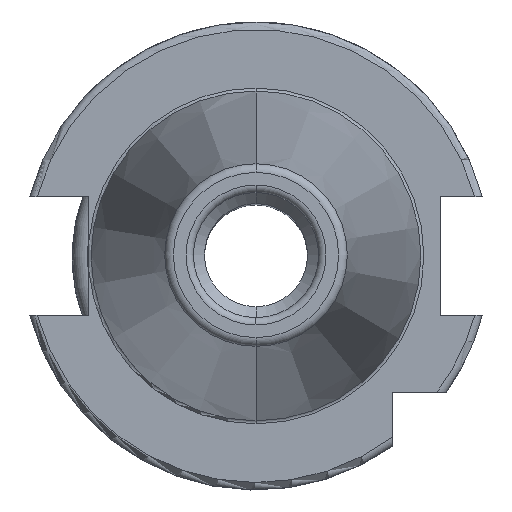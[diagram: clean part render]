
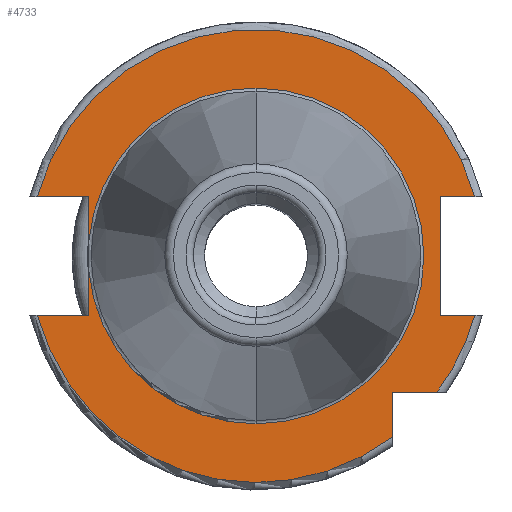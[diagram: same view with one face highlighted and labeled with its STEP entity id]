
A CAD part, top view. The second image highlights one B-rep face of the part: STEP entity #4733.
In plain terms, the highlighted planar face has unit normal (0, 0, 1).
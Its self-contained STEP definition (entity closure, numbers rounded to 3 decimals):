
#105=DIRECTION('',(1,0,0));
#106=VECTOR('',#105,7.004);
#107=CARTESIAN_POINT('',(-29.704,-8.05,15.9));
#108=LINE('',#107,#106);
#109=DIRECTION('',(0,1,0));
#110=VECTOR('',#109,5.917);
#111=CARTESIAN_POINT('',(-22.7,-8.05,15.9));
#112=LINE('',#111,#110);
#113=DIRECTION('',(0,1,0));
#114=VECTOR('',#113,5.917);
#115=CARTESIAN_POINT('',(-22.7,2.133,15.9));
#116=LINE('',#115,#114);
#117=DIRECTION('',(1,0,0));
#118=VECTOR('',#117,7.004);
#119=CARTESIAN_POINT('',(-29.704,8.05,15.9));
#120=LINE('',#119,#118);
#121=DIRECTION('',(-1,0,0));
#122=VECTOR('',#121,4.704);
#123=CARTESIAN_POINT('',(29.704,8.05,15.9));
#124=LINE('',#123,#122);
#125=DIRECTION('',(0,-1,0));
#126=VECTOR('',#125,16.1);
#127=CARTESIAN_POINT('',(25,8.05,15.9));
#128=LINE('',#127,#126);
#129=DIRECTION('',(-1,0,0));
#130=VECTOR('',#129,4.704);
#131=CARTESIAN_POINT('',(29.704,-8.05,15.9));
#132=LINE('',#131,#130);
#133=CARTESIAN_POINT('',(0,0,15.9));
#134=DIRECTION('',(0,0,1));
#135=DIRECTION('',(0.799,-0.601,0));
#136=AXIS2_PLACEMENT_3D('',#133,#134,#135);
#138=DIRECTION('',(-1,0,0));
#139=VECTOR('',#138,6.094);
#140=CARTESIAN_POINT('',(24.594,-18.5,15.9));
#141=LINE('',#140,#139);
#142=DIRECTION('',(0,1,0));
#143=VECTOR('',#142,6.094);
#144=CARTESIAN_POINT('',(18.5,-24.594,15.9));
#145=LINE('',#144,#143);
#733=CARTESIAN_POINT('',(0,0,15.9));
#734=DIRECTION('',(0,0,1));
#735=DIRECTION('',(0.965,0.262,0));
#736=AXIS2_PLACEMENT_3D('',#733,#734,#735);
#784=CARTESIAN_POINT('',(0,0,15.9));
#785=DIRECTION('',(0,0,1));
#786=DIRECTION('',(-0.965,-0.262,0));
#787=AXIS2_PLACEMENT_3D('',#784,#785,#786);
#810=CARTESIAN_POINT('',(0,0,15.9));
#811=DIRECTION('',(0,0,1));
#812=DIRECTION('',(0,1,0));
#813=AXIS2_PLACEMENT_3D('',#810,#811,#812);
#825=CARTESIAN_POINT('',(0,0,15.9));
#826=DIRECTION('',(0,0,1));
#827=DIRECTION('',(-0.996,-0.094,0));
#828=AXIS2_PLACEMENT_3D('',#825,#826,#827);
#830=CARTESIAN_POINT('',(0,0,15.9));
#831=DIRECTION('',(0,0,-1));
#832=DIRECTION('',(0,1,0));
#833=AXIS2_PLACEMENT_3D('',#830,#831,#832);
#3909=CARTESIAN_POINT('',(0,22.8,15.9));
#3911=VERTEX_POINT('',#3909);
#3931=CARTESIAN_POINT('',(0,-22.8,15.9));
#3933=VERTEX_POINT('',#3931);
#4071=CARTESIAN_POINT('',(-29.704,-8.05,15.9));
#4072=CARTESIAN_POINT('',(-22.7,-8.05,15.9));
#4073=VERTEX_POINT('',#4071);
#4074=VERTEX_POINT('',#4072);
#4075=CARTESIAN_POINT('',(-22.7,-2.133,15.9));
#4076=VERTEX_POINT('',#4075);
#4077=CARTESIAN_POINT('',(-22.7,2.133,15.9));
#4078=CARTESIAN_POINT('',(-22.7,8.05,15.9));
#4079=VERTEX_POINT('',#4077);
#4080=VERTEX_POINT('',#4078);
#4081=CARTESIAN_POINT('',(-29.704,8.05,15.9));
#4082=VERTEX_POINT('',#4081);
#4083=CARTESIAN_POINT('',(25,8.05,15.9));
#4084=CARTESIAN_POINT('',(25,-8.05,15.9));
#4085=VERTEX_POINT('',#4083);
#4086=VERTEX_POINT('',#4084);
#4087=CARTESIAN_POINT('',(29.704,-8.05,15.9));
#4088=VERTEX_POINT('',#4087);
#4089=CARTESIAN_POINT('',(29.704,8.05,15.9));
#4090=VERTEX_POINT('',#4089);
#4091=CARTESIAN_POINT('',(18.5,-24.594,15.9));
#4092=CARTESIAN_POINT('',(18.5,-18.5,15.9));
#4093=VERTEX_POINT('',#4091);
#4094=VERTEX_POINT('',#4092);
#4095=CARTESIAN_POINT('',(24.594,-18.5,15.9));
#4096=VERTEX_POINT('',#4095);
#4698=CARTESIAN_POINT('',(0,0,15.9));
#4699=DIRECTION('',(0,0,-1));
#4700=DIRECTION('',(0,-1,0));
#4701=AXIS2_PLACEMENT_3D('',#4698,#4699,#4700);
#4702=PLANE('',#4701);
#4704=ORIENTED_EDGE('',*,*,#4703,.T.);
#4706=ORIENTED_EDGE('',*,*,#4705,.T.);
#4708=ORIENTED_EDGE('',*,*,#4707,.T.);
#4710=ORIENTED_EDGE('',*,*,#4709,.F.);
#4712=ORIENTED_EDGE('',*,*,#4711,.T.);
#4714=ORIENTED_EDGE('',*,*,#4713,.T.);
#4716=ORIENTED_EDGE('',*,*,#4715,.F.);
#4718=ORIENTED_EDGE('',*,*,#4717,.F.);
#4720=ORIENTED_EDGE('',*,*,#4719,.T.);
#4721=ORIENTED_EDGE('',*,*,#4685,.T.);
#4722=ORIENTED_EDGE('',*,*,#4625,.F.);
#4724=ORIENTED_EDGE('',*,*,#4723,.F.);
#4726=ORIENTED_EDGE('',*,*,#4725,.T.);
#4728=ORIENTED_EDGE('',*,*,#4727,.F.);
#4730=ORIENTED_EDGE('',*,*,#4729,.F.);
#4731=EDGE_LOOP('',(#4704,#4706,#4708,#4710,#4712,#4714,#4716,#4718,#4720,#4721,
#4722,#4724,#4726,#4728,#4730));
#4732=FACE_OUTER_BOUND('',#4731,.F.);
#4733=ADVANCED_FACE('',(#4732),#4702,.F.);
#137=CIRCLE('',#136,30.775);
#737=CIRCLE('',#736,30.775);
#788=CIRCLE('',#787,30.775);
#814=CIRCLE('',#813,22.8);
#829=CIRCLE('',#828,22.8);
#834=CIRCLE('',#833,22.8);
#4625=EDGE_CURVE('',#4088,#4086,#132,.T.);
#4685=EDGE_CURVE('',#4085,#4086,#128,.T.);
#4703=EDGE_CURVE('',#4073,#4074,#108,.T.);
#4705=EDGE_CURVE('',#4074,#4076,#112,.T.);
#4707=EDGE_CURVE('',#4076,#3933,#829,.T.);
#4709=EDGE_CURVE('',#3911,#3933,#834,.T.);
#4711=EDGE_CURVE('',#3911,#4079,#814,.T.);
#4713=EDGE_CURVE('',#4079,#4080,#116,.T.);
#4715=EDGE_CURVE('',#4082,#4080,#120,.T.);
#4717=EDGE_CURVE('',#4090,#4082,#737,.T.);
#4719=EDGE_CURVE('',#4090,#4085,#124,.T.);
#4723=EDGE_CURVE('',#4096,#4088,#137,.T.);
#4725=EDGE_CURVE('',#4096,#4094,#141,.T.);
#4727=EDGE_CURVE('',#4093,#4094,#145,.T.);
#4729=EDGE_CURVE('',#4073,#4093,#788,.T.);
